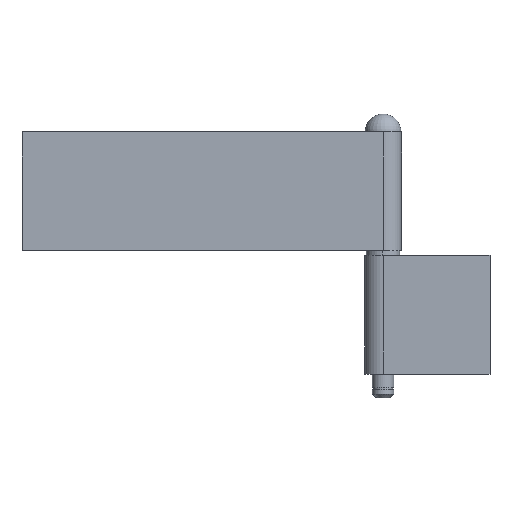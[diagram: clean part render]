
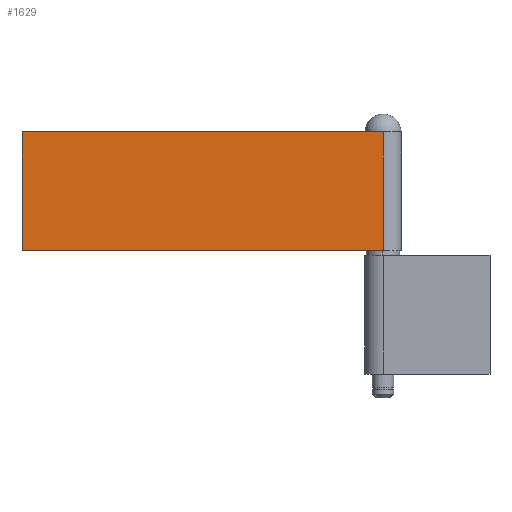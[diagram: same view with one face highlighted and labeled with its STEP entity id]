
A CAD part, top view. The second image highlights one B-rep face of the part: STEP entity #1629.
In plain terms, the highlighted planar face has unit normal (0, 0, 1).
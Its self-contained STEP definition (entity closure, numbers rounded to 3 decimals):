
#720 = CARTESIAN_POINT ( 'NONE',  ( 0., 50., 7.75 ) ) ;
#721 = LINE ( 'NONE', #720, #786 ) ;
#776 = CARTESIAN_POINT ( 'NONE',  ( 0., 50., 7.75 ) ) ;
#784 = CARTESIAN_POINT ( 'NONE',  ( 0., 0., 7.75 ) ) ;
#785 = DIRECTION ( 'NONE',  ( 0., -1., 0. ) ) ;
#786 = VECTOR ( 'NONE', #785, 1000. ) ;
#827 = DIRECTION ( 'NONE',  ( 1., 0., 0. ) ) ;
#828 = VECTOR ( 'NONE', #827, 1000. ) ;
#829 = CARTESIAN_POINT ( 'NONE',  ( 0., 0., 7.75 ) ) ;
#830 = LINE ( 'NONE', #829, #828 ) ;
#831 = CARTESIAN_POINT ( 'NONE',  ( 152., 0., 7.75 ) ) ;
#836 = DIRECTION ( 'NONE',  ( 1., 0., 0. ) ) ;
#837 = VECTOR ( 'NONE', #836, 1000. ) ;
#838 = CARTESIAN_POINT ( 'NONE',  ( 0., 50., 7.75 ) ) ;
#839 = LINE ( 'NONE', #838, #837 ) ;
#840 = CARTESIAN_POINT ( 'NONE',  ( 152., 50., 7.75 ) ) ;
#882 = CARTESIAN_POINT ( 'NONE',  ( 152., 50., 7.75 ) ) ;
#883 = LINE ( 'NONE', #882, #945 ) ;
#884 = DIRECTION ( 'NONE',  ( -1., 0., 0. ) ) ;
#885 = DIRECTION ( 'NONE',  ( 0., 0., -1. ) ) ;
#886 = CARTESIAN_POINT ( 'NONE',  ( 0., 50., 7.75 ) ) ;
#887 = AXIS2_PLACEMENT_3D ( 'NONE', #886, #885, #884 ) ;
#888 = PLANE ( 'NONE',  #887 ) ;
#894 = FACE_OUTER_BOUND ( 'NONE', #1630, .T. ) ;
#944 = DIRECTION ( 'NONE',  ( 0., -1., 0. ) ) ;
#945 = VECTOR ( 'NONE', #944, 1000. ) ;
#1535 = EDGE_CURVE ( 'NONE', #1542, #1536, #721, .T. ) ;
#1536 = VERTEX_POINT ( 'NONE', #784 ) ;
#1542 = VERTEX_POINT ( 'NONE', #776 ) ;
#1578 = VERTEX_POINT ( 'NONE', #840 ) ;
#1579 = EDGE_CURVE ( 'NONE', #1542, #1578, #839, .T. ) ;
#1582 = VERTEX_POINT ( 'NONE', #831 ) ;
#1583 = EDGE_CURVE ( 'NONE', #1536, #1582, #830, .T. ) ;
#1629 = ADVANCED_FACE ( 'NONE', ( #894 ), #888, .F. ) ;
#1630 = EDGE_LOOP ( 'NONE', ( #1631, #1632, #1634, #1635 ) ) ;
#1631 = ORIENTED_EDGE ( 'NONE', *, *, #1583, .T. ) ;
#1632 = ORIENTED_EDGE ( 'NONE', *, *, #1633, .F. ) ;
#1633 = EDGE_CURVE ( 'NONE', #1578, #1582, #883, .T. ) ;
#1634 = ORIENTED_EDGE ( 'NONE', *, *, #1579, .F. ) ;
#1635 = ORIENTED_EDGE ( 'NONE', *, *, #1535, .T. ) ;
